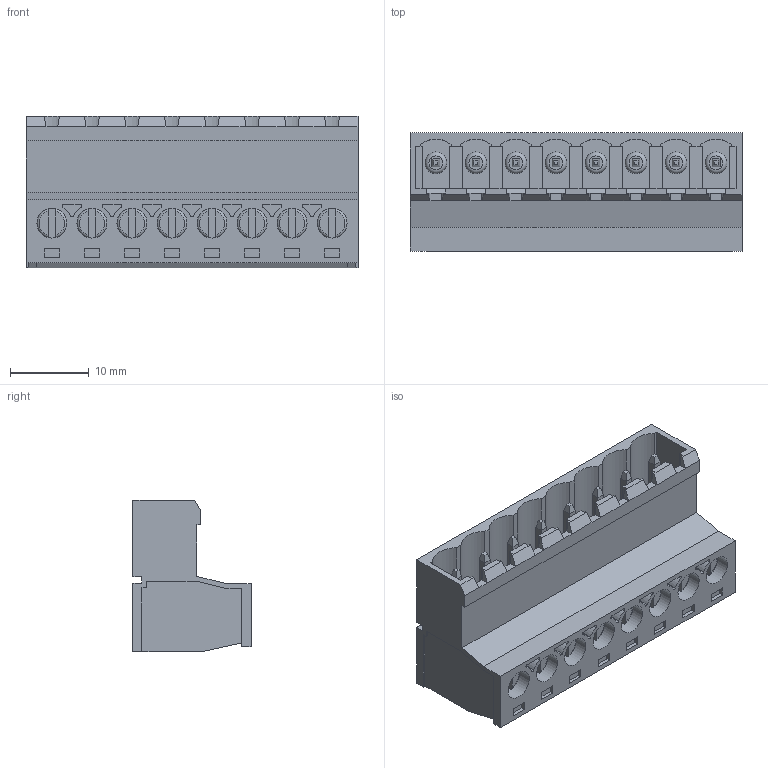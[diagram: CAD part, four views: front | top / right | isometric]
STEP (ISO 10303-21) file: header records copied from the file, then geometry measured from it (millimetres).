
FILE_DESCRIPTION( ( 'Unknown' ), '1' );
FILE_NAME( '691348500008.stp', 'Unknown', ( 'Unknown' ), ( 'Unknown' ), 'PSStep 15.0.49', 'Unknown', ' ' );
FILE_SCHEMA( ( 'AUTOMOTIVE_DESIGN { 1 0 10303 214 1 1 1 1 }' ) );
Length unit declared in the file: millimetre
Products named in the file (6): Assem1; 6913485000xx_PIN; 6913485000xx_CAGE; 6913485000xx_VISSE; 691348400008; 691348400008_CAPOT
Assembly tree (26 placements, depth 2):
  Assem1
    6913485000xx_PIN  x8
    6913485000xx_CAGE  x8
    6913485000xx_VISSE  x8
    691348400008
    691348400008_CAPOT
Bounding box: 42.14 x 15 x 19.2 mm (x, y, z)
Volume: 5069 mm3; surface area: 11905 mm2
Topology: 26 solids, 26 shells, 1173 faces, 3082 edges, 2000 vertices
Faces by surface type: plane 962, cylinder 163, torus 32, cone 16
Full cylindrical faces by diameter (mm): 2.6 x8, 2.75 x8, 2.9 x16, 3.8 x16
Entity records: 31768 total; most frequent: CARTESIAN_POINT 4429, ORIENTED_EDGE 4288, DIRECTION 4044, EDGE_CURVE 2144, LINE 1922, VECTOR 1922, VERTEX_POINT 1422, AXIS2_PLACEMENT_3D 1061
